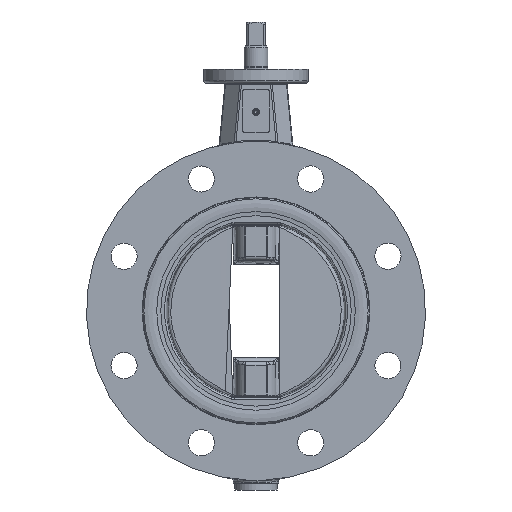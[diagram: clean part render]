
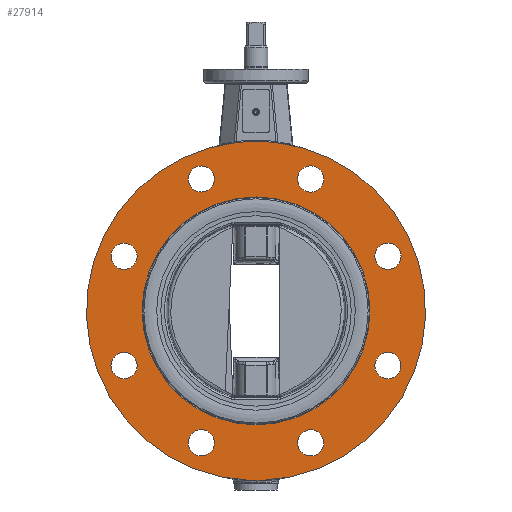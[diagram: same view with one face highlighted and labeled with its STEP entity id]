
A CAD part, left-side view. The second image highlights one B-rep face of the part: STEP entity #27914.
In plain terms, the highlighted planar face has unit normal (-1, 0, 0).
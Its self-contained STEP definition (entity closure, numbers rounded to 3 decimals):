
#24586=CARTESIAN_POINT('',(-20.,-6.314,-142.36));
#24587=VERTEX_POINT('',#24586);
#24588=CARTESIAN_POINT('',(-20.0,6.314,-142.36));
#24589=VERTEX_POINT('',#24588);
#24590=CARTESIAN_POINT('',(-20.,-6.314,-142.36));
#24591=CARTESIAN_POINT('',(-20.,-5.735,-142.386));
#24592=CARTESIAN_POINT('',(-20.,-5.14,-142.433));
#24593=CARTESIAN_POINT('',(-20.,-3.744,-142.555));
#24594=CARTESIAN_POINT('',(-20.,-2.885,-142.641));
#24595=CARTESIAN_POINT('',(-20.,-1.709,-142.718));
#24596=CARTESIAN_POINT('',(-20.,-1.402,-142.735));
#24597=CARTESIAN_POINT('',(-20.,-0.897,-142.754));
#24598=CARTESIAN_POINT('',(-20.,-0.702,-142.76));
#24599=CARTESIAN_POINT('',(-20.,-0.41,-142.765));
#24600=CARTESIAN_POINT('',(-20.,-0.314,-142.766));
#24601=CARTESIAN_POINT('',(-20.,-0.154,-142.768));
#24602=CARTESIAN_POINT('',(-20.,-0.091,-142.768));
#24603=CARTESIAN_POINT('',(-20.,0.031,-142.768));
#24604=CARTESIAN_POINT('',(-20.,0.09,-142.768));
#24605=CARTESIAN_POINT('',(-20.,0.229,-142.767));
#24606=CARTESIAN_POINT('',(-20.,0.309,-142.766));
#24607=CARTESIAN_POINT('',(-20.,0.562,-142.763));
#24608=CARTESIAN_POINT('',(-20.,0.735,-142.759));
#24609=CARTESIAN_POINT('',(-20.,2.436,-142.703));
#24610=CARTESIAN_POINT('',(-20.,3.866,-142.533));
#24611=CARTESIAN_POINT('',(-20.,5.599,-142.4));
#24612=CARTESIAN_POINT('',(-20.,5.958,-142.376));
#24613=CARTESIAN_POINT('',(-20.,6.314,-142.36));
#24614=B_SPLINE_CURVE_WITH_KNOTS('',3,(#24590,#24591,#24592,#24593,#24594,#24595,#24596,#24597,#24598,#24599,#24600,#24601,#24602,#24603,#24604,#24605,#24606,#24607,#24608,#24609,#24610,#24611,#24612,#24613),.UNSPECIFIED.,.F.,.U.,(4,2,2,2,2,2,2,2,2,2,2,4),(-1.187,-1.023,-0.788,-0.703,-0.65,-0.624,-0.607,-0.591,-0.569,-0.522,-0.107,0.0),.UNSPECIFIED.);
#24615=EDGE_CURVE('',#24587,#24589,#24614,.T.);
#25699=CARTESIAN_POINT('',(-20.,-16.677,141.521));
#25700=VERTEX_POINT('',#25699);
#25710=CARTESIAN_POINT('',(-20.0,0.0,0.0));
#25711=DIRECTION('',(-1.0,0.0,0.0));
#25712=DIRECTION('',(0.0,-1.0,0.0));
#25713=AXIS2_PLACEMENT_3D('',#25710,#25711,#25712);
#25714=CIRCLE('',#25713,142.5);
#25715=EDGE_CURVE('',#24587,#25700,#25714,.T.);
#25755=CARTESIAN_POINT('',(-20.0,16.677,141.521));
#25756=VERTEX_POINT('',#25755);
#25757=CARTESIAN_POINT('',(-20.0,0.0,0.0));
#25758=DIRECTION('',(-1.0,0.0,0.0));
#25759=DIRECTION('',(0.0,-1.0,0.0));
#25760=AXIS2_PLACEMENT_3D('',#25757,#25758,#25759);
#25761=CIRCLE('',#25760,142.5);
#25762=EDGE_CURVE('',#25756,#24589,#25761,.T.);
#26908=CARTESIAN_POINT('',(-20.0,0.0,0.0));
#26909=DIRECTION('',(-1.0,0.0,0.0));
#26910=DIRECTION('',(0.0,-1.0,0.0));
#26911=AXIS2_PLACEMENT_3D('',#26908,#26909,#26910);
#26912=CIRCLE('',#26911,142.5);
#26913=EDGE_CURVE('',#25700,#25756,#26912,.T.);
#27800=CARTESIAN_POINT('',(-20.0,0.0,95.75));
#27801=VERTEX_POINT('',#27800);
#27802=CARTESIAN_POINT('',(-20.,0.0,0.0));
#27803=DIRECTION('',(1.0,0.0,0.0));
#27804=DIRECTION('',(0.0,0.0,1.0));
#27805=AXIS2_PLACEMENT_3D('',#27802,#27803,#27804);
#27806=CIRCLE('',#27805,95.75);
#27807=EDGE_CURVE('',#27801,#27801,#27806,.T.);
#27812=CARTESIAN_POINT('',(-20.,0.0,119.625));
#27813=DIRECTION('',(1.0,0.0,0.0));
#27814=DIRECTION('',(0.0,0.0,-1.0));
#27815=AXIS2_PLACEMENT_3D('',#27812,#27813,#27814);
#27816=PLANE('',#27815);
#27817=ORIENTED_EDGE('',*,*,#26913,.T.);
#27818=ORIENTED_EDGE('',*,*,#25762,.T.);
#27819=ORIENTED_EDGE('',*,*,#24615,.F.);
#27820=ORIENTED_EDGE('',*,*,#25715,.T.);
#27821=EDGE_LOOP('',(#27817,#27818,#27819,#27820));
#27822=FACE_OUTER_BOUND('',#27821,.T.);
#27823=CARTESIAN_POINT('',(-20.,110.866,-56.922));
#27824=VERTEX_POINT('',#27823);
#27825=CARTESIAN_POINT('',(-20.,110.866,-45.922));
#27826=DIRECTION('',(1.0,0.0,0.0));
#27827=DIRECTION('',(0.0,0.0,1.0));
#27828=AXIS2_PLACEMENT_3D('',#27825,#27826,#27827);
#27829=CIRCLE('',#27828,11.0);
#27830=EDGE_CURVE('',#27824,#27824,#27829,.T.);
#27831=ORIENTED_EDGE('',*,*,#27830,.T.);
#27832=EDGE_LOOP('',(#27831));
#27833=FACE_BOUND('',#27832,.T.);
#27834=CARTESIAN_POINT('',(-20.,38.144,-118.644));
#27835=VERTEX_POINT('',#27834);
#27836=CARTESIAN_POINT('',(-20.,45.922,-110.866));
#27837=DIRECTION('',(1.,0.0,0.0));
#27838=DIRECTION('',(0.0,0.707,0.707));
#27839=AXIS2_PLACEMENT_3D('',#27836,#27837,#27838);
#27840=CIRCLE('',#27839,11.);
#27841=EDGE_CURVE('',#27835,#27835,#27840,.T.);
#27842=ORIENTED_EDGE('',*,*,#27841,.T.);
#27843=EDGE_LOOP('',(#27842));
#27844=FACE_BOUND('',#27843,.T.);
#27845=CARTESIAN_POINT('',(-20.,-56.922,-110.866));
#27846=VERTEX_POINT('',#27845);
#27847=CARTESIAN_POINT('',(-20.,-45.922,-110.866));
#27848=DIRECTION('',(1.0,0.0,0.0));
#27849=DIRECTION('',(0.0,1.0,0.0));
#27850=AXIS2_PLACEMENT_3D('',#27847,#27848,#27849);
#27851=CIRCLE('',#27850,11.0);
#27852=EDGE_CURVE('',#27846,#27846,#27851,.T.);
#27853=ORIENTED_EDGE('',*,*,#27852,.T.);
#27854=EDGE_LOOP('',(#27853));
#27855=FACE_BOUND('',#27854,.T.);
#27856=CARTESIAN_POINT('',(-20.,-118.644,-38.144));
#27857=VERTEX_POINT('',#27856);
#27858=CARTESIAN_POINT('',(-20.,-110.866,-45.922));
#27859=DIRECTION('',(1.0,0.0,0.0));
#27860=DIRECTION('',(0.0,0.707,-0.707));
#27861=AXIS2_PLACEMENT_3D('',#27858,#27859,#27860);
#27862=CIRCLE('',#27861,11.);
#27863=EDGE_CURVE('',#27857,#27857,#27862,.T.);
#27864=ORIENTED_EDGE('',*,*,#27863,.T.);
#27865=EDGE_LOOP('',(#27864));
#27866=FACE_BOUND('',#27865,.T.);
#27867=CARTESIAN_POINT('',(-20.,-110.866,56.922));
#27868=VERTEX_POINT('',#27867);
#27869=CARTESIAN_POINT('',(-20.,-110.866,45.922));
#27870=DIRECTION('',(1.0,0.0,0.0));
#27871=DIRECTION('',(0.0,0.0,-1.0));
#27872=AXIS2_PLACEMENT_3D('',#27869,#27870,#27871);
#27873=CIRCLE('',#27872,11.0);
#27874=EDGE_CURVE('',#27868,#27868,#27873,.T.);
#27875=ORIENTED_EDGE('',*,*,#27874,.T.);
#27876=EDGE_LOOP('',(#27875));
#27877=FACE_BOUND('',#27876,.T.);
#27878=CARTESIAN_POINT('',(-20.,-38.144,118.644));
#27879=VERTEX_POINT('',#27878);
#27880=CARTESIAN_POINT('',(-20.,-45.922,110.866));
#27881=DIRECTION('',(1.0,0.0,0.0));
#27882=DIRECTION('',(0.0,-0.707,-0.707));
#27883=AXIS2_PLACEMENT_3D('',#27880,#27881,#27882);
#27884=CIRCLE('',#27883,11.);
#27885=EDGE_CURVE('',#27879,#27879,#27884,.T.);
#27886=ORIENTED_EDGE('',*,*,#27885,.T.);
#27887=EDGE_LOOP('',(#27886));
#27888=FACE_BOUND('',#27887,.T.);
#27889=CARTESIAN_POINT('',(-20.,118.644,38.144));
#27890=VERTEX_POINT('',#27889);
#27891=CARTESIAN_POINT('',(-20.,110.866,45.922));
#27892=DIRECTION('',(1.0,0.0,0.0));
#27893=DIRECTION('',(0.0,-0.707,0.707));
#27894=AXIS2_PLACEMENT_3D('',#27891,#27892,#27893);
#27895=CIRCLE('',#27894,11.);
#27896=EDGE_CURVE('',#27890,#27890,#27895,.T.);
#27897=ORIENTED_EDGE('',*,*,#27896,.T.);
#27898=EDGE_LOOP('',(#27897));
#27899=FACE_BOUND('',#27898,.T.);
#27900=CARTESIAN_POINT('',(-20.,56.922,110.866));
#27901=VERTEX_POINT('',#27900);
#27902=CARTESIAN_POINT('',(-20.,45.922,110.866));
#27903=DIRECTION('',(1.0,0.0,0.0));
#27904=DIRECTION('',(0.0,-1.0,0.0));
#27905=AXIS2_PLACEMENT_3D('',#27902,#27903,#27904);
#27906=CIRCLE('',#27905,11.0);
#27907=EDGE_CURVE('',#27901,#27901,#27906,.T.);
#27908=ORIENTED_EDGE('',*,*,#27907,.T.);
#27909=EDGE_LOOP('',(#27908));
#27910=FACE_BOUND('',#27909,.T.);
#27911=ORIENTED_EDGE('',*,*,#27807,.T.);
#27912=EDGE_LOOP('',(#27911));
#27913=FACE_BOUND('',#27912,.T.);
#27914=ADVANCED_FACE('',(#27822,#27833,#27844,#27855,#27866,#27877,#27888,#27899,#27910,#27913),#27816,.F.);
